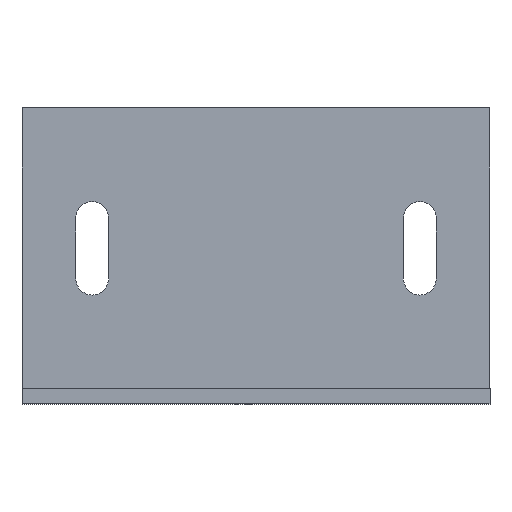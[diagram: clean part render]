
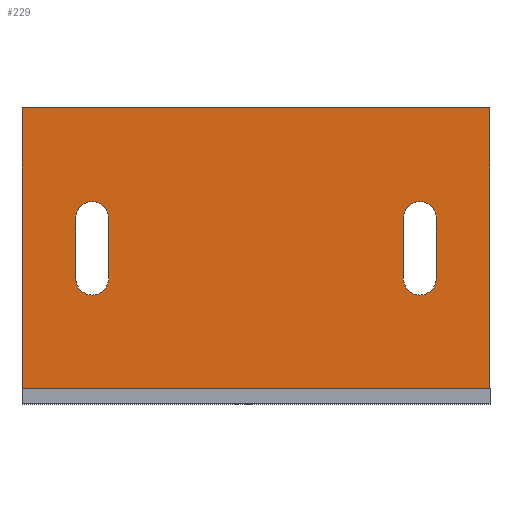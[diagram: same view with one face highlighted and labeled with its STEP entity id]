
A CAD part, top view. The second image highlights one B-rep face of the part: STEP entity #229.
In plain terms, the highlighted face is planar.
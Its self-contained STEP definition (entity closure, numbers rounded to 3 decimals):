
#6 = PLANE ( 'NONE',  #35 ) ;
#24 = DIRECTION ( 'NONE',  ( 0., 0., 1. ) ) ;
#25 = AXIS2_PLACEMENT_3D ( 'NONE', #878, #553, #548 ) ;
#35 = AXIS2_PLACEMENT_3D ( 'NONE', #215, #963, #315 ) ;
#44 = EDGE_CURVE ( 'NONE', #1047, #1255, #625, .T. ) ;
#49 = LINE ( 'NONE', #743, #1013 ) ;
#51 = DIRECTION ( 'NONE',  ( 0., 0., 1. ) ) ;
#52 = VERTEX_POINT ( 'NONE', #1031 ) ;
#98 = AXIS2_PLACEMENT_3D ( 'NONE', #1273, #24, #546 ) ;
#102 = CARTESIAN_POINT ( 'NONE',  ( -100., 0., -5. ) ) ;
#107 = LINE ( 'NONE', #526, #1314 ) ;
#146 = LINE ( 'NONE', #241, #1038 ) ;
#156 = VERTEX_POINT ( 'NONE', #1063 ) ;
#178 = EDGE_CURVE ( 'NONE', #936, #366, #49, .T. ) ;
#214 = EDGE_LOOP ( 'NONE', ( #1088, #1324, #793, #236 ) ) ;
#215 = CARTESIAN_POINT ( 'NONE',  ( 100., 120., -5. ) ) ;
#229 = ADVANCED_FACE ( 'NONE', ( #883, #505, #593 ), #6, .T. ) ;
#236 = ORIENTED_EDGE ( 'NONE', *, *, #1335, .F. ) ;
#241 = CARTESIAN_POINT ( 'NONE',  ( -77., 73., -5. ) ) ;
#256 = DIRECTION ( 'NONE',  ( -1., 0., 0. ) ) ;
#266 = CIRCLE ( 'NONE', #996, 7. ) ;
#282 = DIRECTION ( 'NONE',  ( 0., -1., 0. ) ) ;
#301 = VECTOR ( 'NONE', #1343, 1000. ) ;
#315 = DIRECTION ( 'NONE',  ( -1., 0., 0. ) ) ;
#322 = ORIENTED_EDGE ( 'NONE', *, *, #178, .T. ) ;
#324 = ORIENTED_EDGE ( 'NONE', *, *, #1262, .T. ) ;
#348 = CARTESIAN_POINT ( 'NONE',  ( -63., 47., -5. ) ) ;
#360 = CIRCLE ( 'NONE', #98, 7. ) ;
#366 = VERTEX_POINT ( 'NONE', #967 ) ;
#372 = VECTOR ( 'NONE', #827, 1000. ) ;
#383 = VERTEX_POINT ( 'NONE', #649 ) ;
#410 = DIRECTION ( 'NONE',  ( -1., 0., 0. ) ) ;
#416 = EDGE_CURVE ( 'NONE', #156, #936, #360, .T. ) ;
#420 = VECTOR ( 'NONE', #1171, 1000. ) ;
#428 = CARTESIAN_POINT ( 'NONE',  ( 77., 73., -5. ) ) ;
#438 = EDGE_CURVE ( 'NONE', #52, #156, #578, .T. ) ;
#473 = VERTEX_POINT ( 'NONE', #348 ) ;
#482 = EDGE_CURVE ( 'NONE', #1292, #473, #1183, .T. ) ;
#494 = ORIENTED_EDGE ( 'NONE', *, *, #416, .T. ) ;
#505 = FACE_BOUND ( 'NONE', #1057, .T. ) ;
#506 = CARTESIAN_POINT ( 'NONE',  ( 100., 0., -5. ) ) ;
#526 = CARTESIAN_POINT ( 'NONE',  ( -63., 73., -5. ) ) ;
#546 = DIRECTION ( 'NONE',  ( -1., 0., 0. ) ) ;
#548 = DIRECTION ( 'NONE',  ( -1., 0., 0. ) ) ;
#553 = DIRECTION ( 'NONE',  ( 0., 0., 1. ) ) ;
#578 = LINE ( 'NONE', #428, #420 ) ;
#593 = FACE_OUTER_BOUND ( 'NONE', #214, .T. ) ;
#594 = CARTESIAN_POINT ( 'NONE',  ( 63., 73., -5. ) ) ;
#611 = CARTESIAN_POINT ( 'NONE',  ( -100., 120., -5. ) ) ;
#617 = CARTESIAN_POINT ( 'NONE',  ( -100., 120., -5. ) ) ;
#618 = LINE ( 'NONE', #727, #372 ) ;
#625 = LINE ( 'NONE', #1141, #1135 ) ;
#649 = CARTESIAN_POINT ( 'NONE',  ( 100., 120., -5. ) ) ;
#650 = ORIENTED_EDGE ( 'NONE', *, *, #725, .T. ) ;
#680 = EDGE_CURVE ( 'NONE', #473, #999, #107, .T. ) ;
#699 = LINE ( 'NONE', #1241, #301 ) ;
#717 = CARTESIAN_POINT ( 'NONE',  ( -63., 73., -5. ) ) ;
#725 = EDGE_CURVE ( 'NONE', #999, #1122, #1331, .T. ) ;
#727 = CARTESIAN_POINT ( 'NONE',  ( 100., 0., -5. ) ) ;
#743 = CARTESIAN_POINT ( 'NONE',  ( 63., 73., -5. ) ) ;
#758 = EDGE_CURVE ( 'NONE', #1122, #1292, #146, .T. ) ;
#793 = ORIENTED_EDGE ( 'NONE', *, *, #44, .F. ) ;
#827 = DIRECTION ( 'NONE',  ( 0., 1., 0. ) ) ;
#833 = DIRECTION ( 'NONE',  ( -1., 0., 0. ) ) ;
#836 = CARTESIAN_POINT ( 'NONE',  ( 70., 47., -5. ) ) ;
#837 = VECTOR ( 'NONE', #833, 1000. ) ;
#878 = CARTESIAN_POINT ( 'NONE',  ( -70., 73., -5. ) ) ;
#883 = FACE_BOUND ( 'NONE', #920, .T. ) ;
#920 = EDGE_LOOP ( 'NONE', ( #494, #322, #324, #1091 ) ) ;
#931 = CARTESIAN_POINT ( 'NONE',  ( -77., 73., -5. ) ) ;
#936 = VERTEX_POINT ( 'NONE', #594 ) ;
#943 = DIRECTION ( 'NONE',  ( 0., 0., 1. ) ) ;
#963 = DIRECTION ( 'NONE',  ( 0., 0., -1. ) ) ;
#967 = CARTESIAN_POINT ( 'NONE',  ( 63., 47., -5. ) ) ;
#991 = DIRECTION ( 'NONE',  ( 0., -1., 0. ) ) ;
#996 = AXIS2_PLACEMENT_3D ( 'NONE', #836, #943, #410 ) ;
#999 = VERTEX_POINT ( 'NONE', #717 ) ;
#1010 = AXIS2_PLACEMENT_3D ( 'NONE', #1087, #51, #256 ) ;
#1013 = VECTOR ( 'NONE', #1261, 1000. ) ;
#1018 = ORIENTED_EDGE ( 'NONE', *, *, #482, .T. ) ;
#1031 = CARTESIAN_POINT ( 'NONE',  ( 77., 47., -5. ) ) ;
#1038 = VECTOR ( 'NONE', #991, 1000. ) ;
#1047 = VERTEX_POINT ( 'NONE', #611 ) ;
#1057 = EDGE_LOOP ( 'NONE', ( #650, #1351, #1018, #1236 ) ) ;
#1063 = CARTESIAN_POINT ( 'NONE',  ( 77., 73., -5. ) ) ;
#1087 = CARTESIAN_POINT ( 'NONE',  ( -70., 47., -5. ) ) ;
#1088 = ORIENTED_EDGE ( 'NONE', *, *, #1239, .F. ) ;
#1091 = ORIENTED_EDGE ( 'NONE', *, *, #438, .T. ) ;
#1113 = LINE ( 'NONE', #617, #837 ) ;
#1122 = VERTEX_POINT ( 'NONE', #931 ) ;
#1125 = EDGE_CURVE ( 'NONE', #1255, #1269, #699, .T. ) ;
#1135 = VECTOR ( 'NONE', #282, 1000. ) ;
#1141 = CARTESIAN_POINT ( 'NONE',  ( -100., 0., -5. ) ) ;
#1171 = DIRECTION ( 'NONE',  ( 0., 1., 0. ) ) ;
#1183 = CIRCLE ( 'NONE', #1010, 7. ) ;
#1236 = ORIENTED_EDGE ( 'NONE', *, *, #680, .T. ) ;
#1239 = EDGE_CURVE ( 'NONE', #1269, #383, #618, .T. ) ;
#1241 = CARTESIAN_POINT ( 'NONE',  ( 100., 0., -5. ) ) ;
#1255 = VERTEX_POINT ( 'NONE', #102 ) ;
#1261 = DIRECTION ( 'NONE',  ( 0., -1., 0. ) ) ;
#1262 = EDGE_CURVE ( 'NONE', #366, #52, #266, .T. ) ;
#1269 = VERTEX_POINT ( 'NONE', #506 ) ;
#1272 = DIRECTION ( 'NONE',  ( 0., 1., 0. ) ) ;
#1273 = CARTESIAN_POINT ( 'NONE',  ( 70., 73., -5. ) ) ;
#1292 = VERTEX_POINT ( 'NONE', #1352 ) ;
#1314 = VECTOR ( 'NONE', #1272, 1000. ) ;
#1324 = ORIENTED_EDGE ( 'NONE', *, *, #1125, .F. ) ;
#1331 = CIRCLE ( 'NONE', #25, 7. ) ;
#1335 = EDGE_CURVE ( 'NONE', #383, #1047, #1113, .T. ) ;
#1343 = DIRECTION ( 'NONE',  ( 1., 0., 0. ) ) ;
#1351 = ORIENTED_EDGE ( 'NONE', *, *, #758, .T. ) ;
#1352 = CARTESIAN_POINT ( 'NONE',  ( -77., 47., -5. ) ) ;
